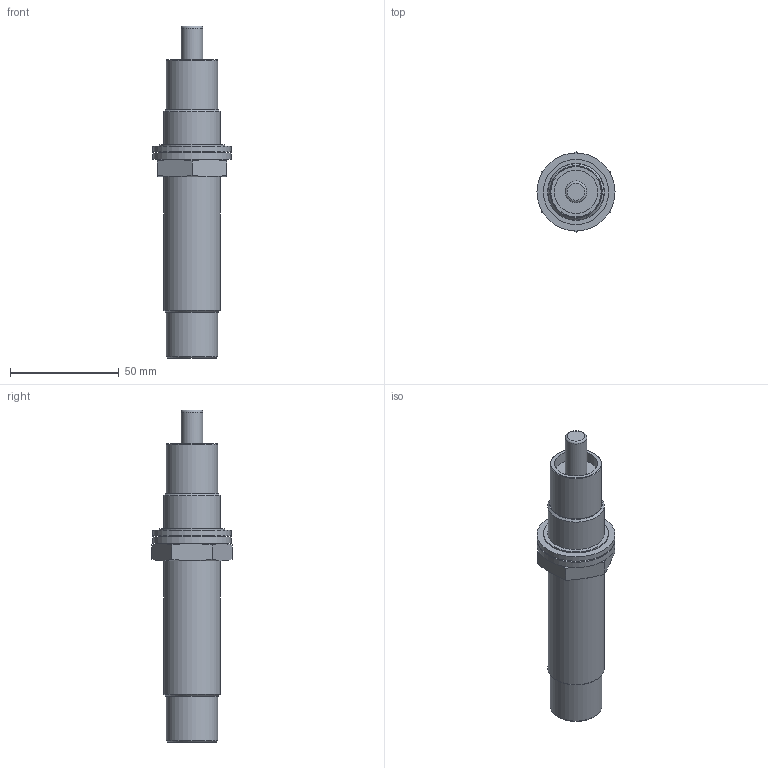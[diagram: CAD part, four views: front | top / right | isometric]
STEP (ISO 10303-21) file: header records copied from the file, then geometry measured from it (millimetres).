
FILE_DESCRIPTION(/* description */ ('STEP AP214'),/* implementation_level */ '2;1');
FILE_NAME(/* name */ '8161532_DYSD-Q11-20-16-Y1F-S-Y14',/* time_stamp */ '2024-08-23T16:15:15+02:00',/* author */ ('License CC BY-ND 4.0'),/* organization */ ('CADENAS'),/* preprocessor_version */ 'ST-DEVELOPER v19.3',/* originating_system */ 'PARTsolutions',/* authorisation */ ' ');
FILE_SCHEMA (('AUTOMOTIVE_DESIGN {1 0 10303 214 3 1 1}'));
Length unit declared in the file: millimetre
Products named in the file (5): 8161532 DYSD-Q11-20-16-Y1F-S-Y14_(15.5high); 8161532 DYSD-Q11-20-16-Y1F-S-Y14_15.5highSD; 1576998; 245826; 337144 VAL-1/4 M26x1.5-8-32
Assembly tree (4 placements, depth 2):
  8161532 DYSD-Q11-20-16-Y1F-S-Y14_(15.5high)
    8161532 DYSD-Q11-20-16-Y1F-S-Y14_15.5highSD
    1576998
    245826
    337144 VAL-1/4 M26x1.5-8-32
Bounding box: 36 x 36.95 x 153 mm (x, y, z)
Volume: 74731.7 mm3; surface area: 18616.6 mm2
Topology: 4 solids, 4 shells, 52 faces, 98 edges, 63 vertices
Faces by surface type: plane 29, cylinder 14, cone 8, torus 1
Full cylindrical faces by diameter (mm): 10 x1, 20 x2, 21 x1, 23.6 x1, 23.8 x1, 24.376 x1, 26 x1, 26.2 x1, 27.27 x1, 30 x2, 35.99 x1, 36 x1
Entity records: 1333 total; most frequent: CARTESIAN_POINT 239, DIRECTION 212, ORIENTED_EDGE 146, AXIS2_PLACEMENT_3D 94, EDGE_LOOP 90, FACE_BOUND 90, EDGE_CURVE 73, VERTEX_POINT 61
